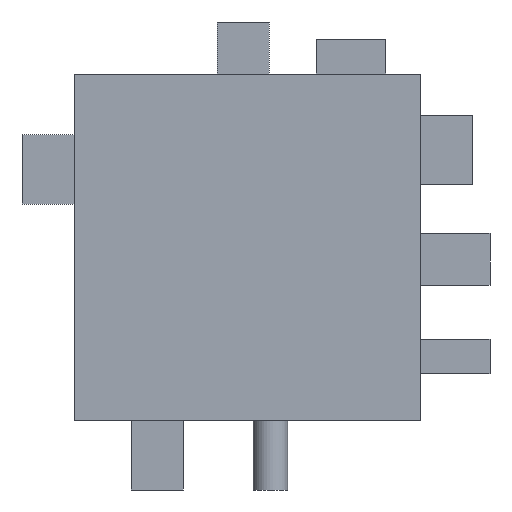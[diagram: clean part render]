
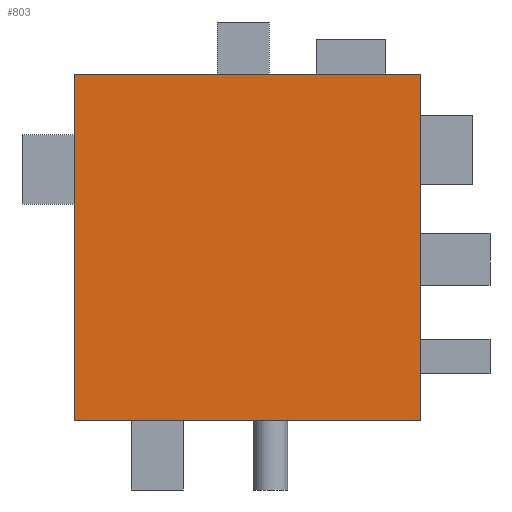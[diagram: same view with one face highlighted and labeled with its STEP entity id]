
A CAD part, left-side view. The second image highlights one B-rep face of the part: STEP entity #803.
In plain terms, the highlighted planar face has unit normal (-1, 0, 0).
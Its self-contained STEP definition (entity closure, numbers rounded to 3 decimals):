
#68=ORIENTED_EDGE('',*,*,#243,.T.);
#69=ORIENTED_EDGE('',*,*,#274,.T.);
#70=ORIENTED_EDGE('',*,*,#259,.T.);
#71=ORIENTED_EDGE('',*,*,#252,.T.);
#243=EDGE_CURVE('',#353,#354,#427,.T.);
#252=EDGE_CURVE('',#362,#353,#435,.T.);
#259=EDGE_CURVE('',#368,#362,#442,.T.);
#274=EDGE_CURVE('',#354,#368,#457,.T.);
#353=VERTEX_POINT('',#1138);
#354=VERTEX_POINT('',#1139);
#362=VERTEX_POINT('',#1157);
#368=VERTEX_POINT('',#1171);
#427=LINE('',#1137,#535);
#435=LINE('',#1156,#543);
#442=LINE('',#1170,#550);
#457=LINE('',#1200,#565);
#535=VECTOR('',#921,1000.);
#543=VECTOR('',#933,1000.);
#550=VECTOR('',#942,1000.);
#565=VECTOR('',#959,1000.);
#649=EDGE_LOOP('',(#68,#69,#70,#71));
#707=FACE_BOUND('',#649,.T.);
#756=PLANE('',#865);
#803=ADVANCED_FACE('',(#707),#756,.T.);
#865=AXIS2_PLACEMENT_3D('',#1211,#967,#968);
#921=DIRECTION('',(0.,0.,1.));
#933=DIRECTION('',(0.,-1.,0.));
#942=DIRECTION('',(0.,0.,-1.));
#959=DIRECTION('',(0.,1.,0.));
#967=DIRECTION('',(-1.,0.,0.));
#968=DIRECTION('',(0.,0.,1.));
#1137=CARTESIAN_POINT('',(0.,-100.,-100.));
#1138=CARTESIAN_POINT('',(0.,-100.,-100.));
#1139=CARTESIAN_POINT('',(0.,-100.,100.));
#1156=CARTESIAN_POINT('',(0.,100.,-100.));
#1157=CARTESIAN_POINT('',(0.,100.,-100.));
#1170=CARTESIAN_POINT('',(0.,100.,100.));
#1171=CARTESIAN_POINT('',(0.,100.,100.));
#1200=CARTESIAN_POINT('',(0.,-100.,100.));
#1211=CARTESIAN_POINT('',(0.,0.,0.));
